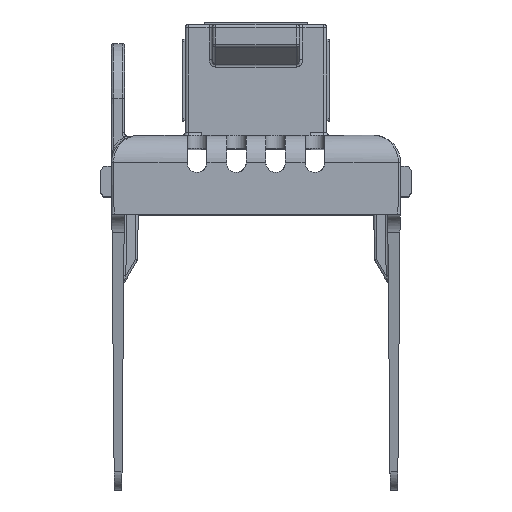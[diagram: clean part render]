
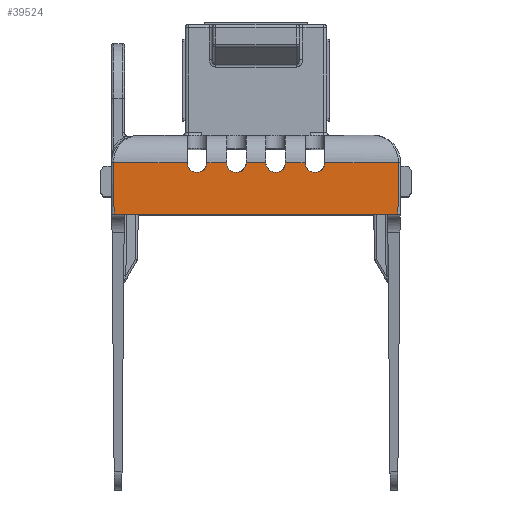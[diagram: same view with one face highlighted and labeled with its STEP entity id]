
A CAD part, top view. The second image highlights one B-rep face of the part: STEP entity #39524.
In plain terms, the highlighted face is planar.
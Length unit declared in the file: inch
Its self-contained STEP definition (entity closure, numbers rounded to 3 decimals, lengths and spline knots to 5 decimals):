
#284 = CARTESIAN_POINT ( 'NONE',  ( -1.92043, 0.04891, -0.09 ) ) ;
#1537 = DIRECTION ( 'NONE',  ( 0.009, -1., 0. ) ) ;
#2344 = ORIENTED_EDGE ( 'NONE', *, *, #89458, .T. ) ;
#2828 = VECTOR ( 'NONE', #89079, 39.37008 ) ;
#5738 = LINE ( 'NONE', #107997, #113953 ) ;
#6572 = ORIENTED_EDGE ( 'NONE', *, *, #62987, .T. ) ;
#6905 = LINE ( 'NONE', #50388, #29306 ) ;
#9179 = VERTEX_POINT ( 'NONE', #59773 ) ;
#9970 = VERTEX_POINT ( 'NONE', #39629 ) ;
#12931 = ORIENTED_EDGE ( 'NONE', *, *, #66045, .F. ) ;
#16056 = CIRCLE ( 'NONE', #40068, 0.045 ) ;
#17031 = DIRECTION ( 'NONE',  ( 0., 0., -1. ) ) ;
#17595 = CARTESIAN_POINT ( 'NONE',  ( -1.92043, 0.04891, -0.662 ) ) ;
#17767 = CARTESIAN_POINT ( 'NONE',  ( -1.92043, 0.04891, 0.09 ) ) ;
#20027 = CIRCLE ( 'NONE', #57054, 0.045 ) ;
#20796 = VERTEX_POINT ( 'NONE', #86112 ) ;
#21514 = CARTESIAN_POINT ( 'NONE',  ( -1.92043, 0.04891, 0.135 ) ) ;
#21528 = VERTEX_POINT ( 'NONE', #23105 ) ;
#23105 = CARTESIAN_POINT ( 'NONE',  ( -1.91838, -0.18609, -0.65038 ) ) ;
#24914 = EDGE_CURVE ( 'NONE', #9179, #94394, #104950, .T. ) ;
#25516 = CARTESIAN_POINT ( 'NONE',  ( -1.92043, 0.04891, -0.662 ) ) ;
#27650 = CARTESIAN_POINT ( 'NONE',  ( -1.92043, 0.04891, -0.662 ) ) ;
#29306 = VECTOR ( 'NONE', #43380, 39.37008 ) ;
#30551 = AXIS2_PLACEMENT_3D ( 'NONE', #58970, #94338, #86168 ) ;
#32332 = CARTESIAN_POINT ( 'NONE',  ( -1.92043, 0.04891, 0.225 ) ) ;
#35169 = ORIENTED_EDGE ( 'NONE', *, *, #24914, .T. ) ;
#35608 = DIRECTION ( 'NONE',  ( 0.009, -1., 0. ) ) ;
#35625 = CARTESIAN_POINT ( 'NONE',  ( -1.92043, 0.04891, -0.225 ) ) ;
#35679 = EDGE_CURVE ( 'NONE', #54167, #20796, #69360, .T. ) ;
#35705 = LINE ( 'NONE', #27650, #2828 ) ;
#36773 = DIRECTION ( 'NONE',  ( -1., -0.009, 0. ) ) ;
#39524 = ADVANCED_FACE ( 'NONE', ( #75532 ), #112041, .T. ) ;
#39599 = ORIENTED_EDGE ( 'NONE', *, *, #99275, .T. ) ;
#39629 = CARTESIAN_POINT ( 'NONE',  ( -1.92043, 0.04891, -0.135 ) ) ;
#40068 = AXIS2_PLACEMENT_3D ( 'NONE', #87177, #105163, #40795 ) ;
#40795 = DIRECTION ( 'NONE',  ( 0.009, -1., 0. ) ) ;
#41250 = DIRECTION ( 'NONE',  ( -1., -0.009, 0. ) ) ;
#42282 = EDGE_CURVE ( 'NONE', #21528, #96070, #79616, .T. ) ;
#43254 = CIRCLE ( 'NONE', #30551, 0.045 ) ;
#43380 = DIRECTION ( 'NONE',  ( 0., 0., -1. ) ) ;
#45025 = VERTEX_POINT ( 'NONE', #21514 ) ;
#47445 = CARTESIAN_POINT ( 'NONE',  ( -1.92043, 0.04891, -0.65243 ) ) ;
#48410 = VECTOR ( 'NONE', #17031, 39.37008 ) ;
#48766 = EDGE_LOOP ( 'NONE', ( #85112, #95286, #39599, #92697, #6572, #93480, #80262, #12931, #50318, #58519, #35169, #2344 ) ) ;
#49804 = DIRECTION ( 'NONE',  ( -0.009, 1., 0.009 ) ) ;
#50318 = ORIENTED_EDGE ( 'NONE', *, *, #72239, .T. ) ;
#50388 = CARTESIAN_POINT ( 'NONE',  ( -1.92043, 0.04891, -0.662 ) ) ;
#51398 = CARTESIAN_POINT ( 'NONE',  ( -1.92043, 0.04891, -0.662 ) ) ;
#53145 = LINE ( 'NONE', #114642, #114356 ) ;
#54167 = VERTEX_POINT ( 'NONE', #64514 ) ;
#57054 = AXIS2_PLACEMENT_3D ( 'NONE', #17767, #97241, #1537 ) ;
#58519 = ORIENTED_EDGE ( 'NONE', *, *, #86926, .F. ) ;
#58970 = CARTESIAN_POINT ( 'NONE',  ( -1.92043, 0.04891, 0.27 ) ) ;
#59744 = AXIS2_PLACEMENT_3D ( 'NONE', #101643, #41250, #94085 ) ;
#59773 = CARTESIAN_POINT ( 'NONE',  ( -1.92043, 0.04891, -0.315 ) ) ;
#60219 = EDGE_CURVE ( 'NONE', #109815, #87136, #43254, .T. ) ;
#62987 = EDGE_CURVE ( 'NONE', #109815, #45025, #35705, .T. ) ;
#64514 = CARTESIAN_POINT ( 'NONE',  ( -1.92043, 0.04891, 0.045 ) ) ;
#65521 = VECTOR ( 'NONE', #70917, 39.37008 ) ;
#65830 = VECTOR ( 'NONE', #96267, 39.37008 ) ;
#66045 = EDGE_CURVE ( 'NONE', #9970, #20796, #69750, .T. ) ;
#69234 = EDGE_CURVE ( 'NONE', #54167, #45025, #20027, .T. ) ;
#69360 = LINE ( 'NONE', #51398, #70383 ) ;
#69750 = CIRCLE ( 'NONE', #77137, 0.045 ) ;
#70383 = VECTOR ( 'NONE', #103623, 39.37008 ) ;
#70917 = DIRECTION ( 'NONE',  ( 0., 0., 1. ) ) ;
#71499 = CARTESIAN_POINT ( 'NONE',  ( -1.91838, -0.18609, -0.662 ) ) ;
#72239 = EDGE_CURVE ( 'NONE', #9970, #85858, #6905, .T. ) ;
#73645 = CARTESIAN_POINT ( 'NONE',  ( -1.92043, 0.04891, 0.65243 ) ) ;
#75532 = FACE_OUTER_BOUND ( 'NONE', #48766, .T. ) ;
#77137 = AXIS2_PLACEMENT_3D ( 'NONE', #284, #36773, #35608 ) ;
#79616 = LINE ( 'NONE', #71499, #65521 ) ;
#80262 = ORIENTED_EDGE ( 'NONE', *, *, #35679, .T. ) ;
#85112 = ORIENTED_EDGE ( 'NONE', *, *, #42282, .T. ) ;
#85858 = VERTEX_POINT ( 'NONE', #35625 ) ;
#86112 = CARTESIAN_POINT ( 'NONE',  ( -1.92043, 0.04891, -0.045 ) ) ;
#86116 = VERTEX_POINT ( 'NONE', #73645 ) ;
#86168 = DIRECTION ( 'NONE',  ( 0.009, -1., 0. ) ) ;
#86926 = EDGE_CURVE ( 'NONE', #9179, #85858, #16056, .T. ) ;
#87136 = VERTEX_POINT ( 'NONE', #98459 ) ;
#87177 = CARTESIAN_POINT ( 'NONE',  ( -1.92043, 0.04891, -0.27 ) ) ;
#88521 = DIRECTION ( 'NONE',  ( 0.009, -1., 0.009 ) ) ;
#88915 = LINE ( 'NONE', #17595, #48410 ) ;
#89079 = DIRECTION ( 'NONE',  ( 0., 0., -1. ) ) ;
#89458 = EDGE_CURVE ( 'NONE', #94394, #21528, #53145, .T. ) ;
#92697 = ORIENTED_EDGE ( 'NONE', *, *, #60219, .F. ) ;
#93480 = ORIENTED_EDGE ( 'NONE', *, *, #69234, .F. ) ;
#94085 = DIRECTION ( 'NONE',  ( 0.009, -1., 0. ) ) ;
#94338 = DIRECTION ( 'NONE',  ( -1., -0.009, 0. ) ) ;
#94394 = VERTEX_POINT ( 'NONE', #47445 ) ;
#95286 = ORIENTED_EDGE ( 'NONE', *, *, #111362, .T. ) ;
#96070 = VERTEX_POINT ( 'NONE', #96431 ) ;
#96267 = DIRECTION ( 'NONE',  ( 0., 0., -1. ) ) ;
#96431 = CARTESIAN_POINT ( 'NONE',  ( -1.91838, -0.18609, 0.65038 ) ) ;
#97241 = DIRECTION ( 'NONE',  ( -1., -0.009, 0. ) ) ;
#98459 = CARTESIAN_POINT ( 'NONE',  ( -1.92043, 0.04891, 0.315 ) ) ;
#99275 = EDGE_CURVE ( 'NONE', #86116, #87136, #88915, .T. ) ;
#101643 = CARTESIAN_POINT ( 'NONE',  ( -1.92, 0., -0.662 ) ) ;
#103623 = DIRECTION ( 'NONE',  ( 0., 0., -1. ) ) ;
#104950 = LINE ( 'NONE', #25516, #65830 ) ;
#105163 = DIRECTION ( 'NONE',  ( -1., -0.009, 0. ) ) ;
#107997 = CARTESIAN_POINT ( 'NONE',  ( -1.9199, -0.01147, 0.6519 ) ) ;
#109815 = VERTEX_POINT ( 'NONE', #32332 ) ;
#111362 = EDGE_CURVE ( 'NONE', #96070, #86116, #5738, .T. ) ;
#112041 = PLANE ( 'NONE',  #59744 ) ;
#113953 = VECTOR ( 'NONE', #49804, 39.37008 ) ;
#114356 = VECTOR ( 'NONE', #88521, 39.37008 ) ;
#114642 = CARTESIAN_POINT ( 'NONE',  ( -1.92, 0.00009, -0.652 ) ) ;
